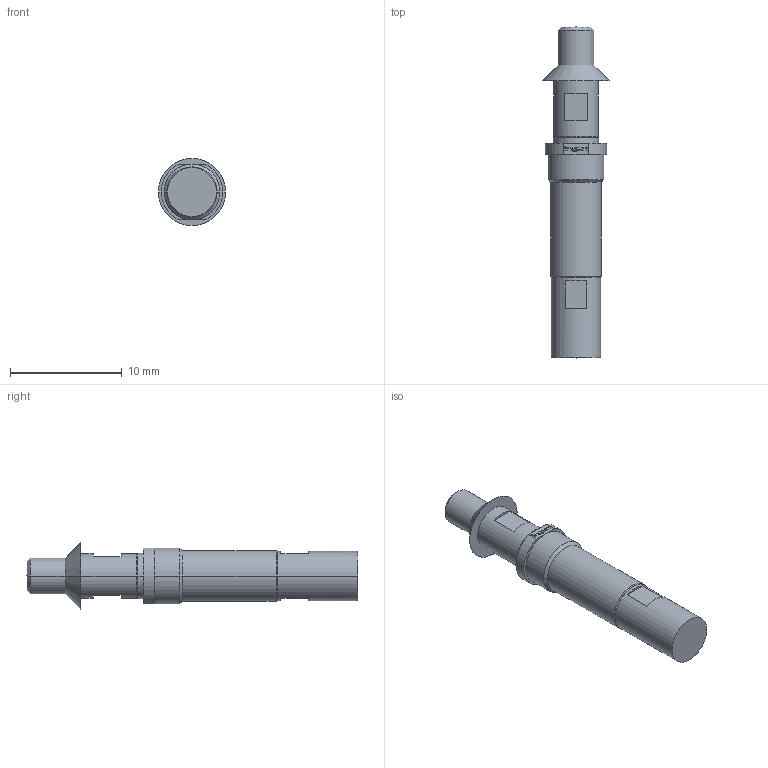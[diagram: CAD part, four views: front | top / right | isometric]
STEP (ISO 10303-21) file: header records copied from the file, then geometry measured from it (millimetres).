
FILE_DESCRIPTION (( 'STEP AP203' ), '1' );
FILE_NAME ('INGUN_HFS-4x0_308_080_A_xx42_ZE_M.STEP', '2022-04-26T12:25:49', ( 'ochi' ), ( '' ), 'SwSTEP 2.0', 'SolidWorks 2018', '' );
FILE_SCHEMA (( 'CONFIG_CONTROL_DESIGN' ));
Length unit declared in the file: millimetre
Products named in the file (1): INGUN_HFS-4x0_308_080_A_xx42_ZE_M
Bounding box: 6 x 29.7 x 6 mm (x, y, z)
Volume: 414.8 mm3; surface area: 515.7 mm2
Topology: 1 solids, 1 shells, 138 faces, 329 edges, 209 vertices
Faces by surface type: plane 72, cylinder 50, cone 16
Entity records: 4060 total; most frequent: DIRECTION 717, CARTESIAN_POINT 694, ORIENTED_EDGE 654, EDGE_CURVE 327, AXIS2_PLACEMENT_3D 254, VECTOR 209, LINE 209, VERTEX_POINT 209
